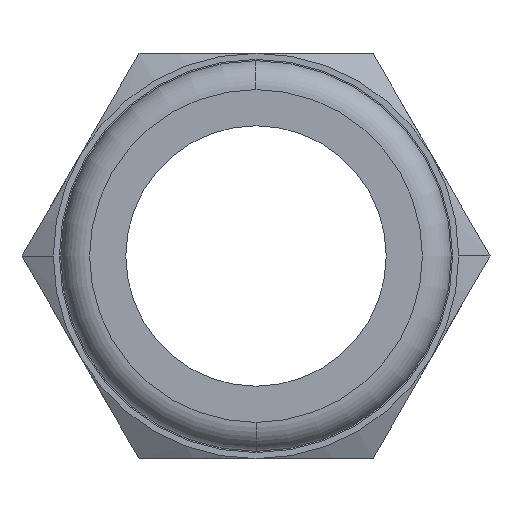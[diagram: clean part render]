
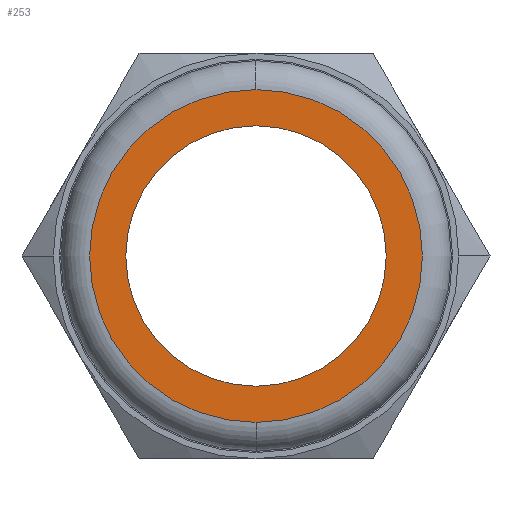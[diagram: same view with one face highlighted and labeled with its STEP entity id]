
A CAD part, front view. The second image highlights one B-rep face of the part: STEP entity #253.
In plain terms, the highlighted planar face has unit normal (0, -1, 0).
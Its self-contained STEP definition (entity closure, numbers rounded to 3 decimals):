
#253=ADVANCED_FACE('',(#519,#520),#521,.T.);
#519=FACE_BOUND('',#792,.T.);
#520=FACE_OUTER_BOUND('',#793,.T.);
#521=PLANE('',#794);
#792=EDGE_LOOP('',(#1421,#1422));
#793=EDGE_LOOP('',(#1423,#1424,#1425));
#794=AXIS2_PLACEMENT_3D('',#1426,#1427,#1428);
#1421=ORIENTED_EDGE('',*,*,#1624,.T.);
#1422=ORIENTED_EDGE('',*,*,#1793,.T.);
#1423=ORIENTED_EDGE('',*,*,#1794,.F.);
#1424=ORIENTED_EDGE('',*,*,#1795,.F.);
#1425=ORIENTED_EDGE('',*,*,#1796,.F.);
#1426=CARTESIAN_POINT('',(2.875,0.0,0.0));
#1427=DIRECTION('',(-0.0,-1.0,-0.0));
#1428=DIRECTION('',(-1.0,0.0,0.0));
#1624=EDGE_CURVE('',#1940,#1938,#1941,.T.);
#1793=EDGE_CURVE('',#1938,#1940,#2156,.T.);
#1794=EDGE_CURVE('',#2157,#2158,#2159,.T.);
#1795=EDGE_CURVE('',#2160,#2157,#2161,.T.);
#1796=EDGE_CURVE('',#2158,#2160,#2162,.T.);
#1938=VERTEX_POINT('',#2405);
#1940=VERTEX_POINT('',#2408);
#1941=CIRCLE('',#2409,4.5);
#2156=CIRCLE('',#2843,4.5);
#2157=VERTEX_POINT('',#2844);
#2158=VERTEX_POINT('',#2845);
#2159=CIRCLE('',#2846,5.75);
#2160=VERTEX_POINT('',#2847);
#2161=CIRCLE('',#2848,5.75);
#2162=CIRCLE('',#2849,5.75);
#2405=CARTESIAN_POINT('',(4.5,0.0,0.));
#2408=CARTESIAN_POINT('',(-4.5,0.0,0.));
#2409=AXIS2_PLACEMENT_3D('',#2984,#2985,#2986);
#2843=AXIS2_PLACEMENT_3D('',#3192,#3193,#3194);
#2844=CARTESIAN_POINT('',(5.75,0.0,0.0));
#2845=CARTESIAN_POINT('',(0.,0.0,-5.75));
#2846=AXIS2_PLACEMENT_3D('',#3195,#3196,#3197);
#2847=CARTESIAN_POINT('',(0.,0.0,5.75));
#2848=AXIS2_PLACEMENT_3D('',#3198,#3199,#3200);
#2849=AXIS2_PLACEMENT_3D('',#3201,#3202,#3203);
#2984=CARTESIAN_POINT('',(0.0,0.0,0.0));
#2985=DIRECTION('',(-0.0,1.0,0.0));
#2986=DIRECTION('',(1.0,0.0,0.0));
#3192=CARTESIAN_POINT('',(0.0,0.0,0.0));
#3193=DIRECTION('',(-0.0,1.0,0.0));
#3194=DIRECTION('',(1.0,0.0,0.0));
#3195=CARTESIAN_POINT('',(0.0,0.0,0.0));
#3196=DIRECTION('',(-0.0,1.0,0.0));
#3197=DIRECTION('',(1.0,0.0,0.0));
#3198=CARTESIAN_POINT('',(0.0,0.0,0.0));
#3199=DIRECTION('',(-0.0,1.0,0.0));
#3200=DIRECTION('',(1.0,0.0,0.0));
#3201=CARTESIAN_POINT('',(0.0,0.0,0.0));
#3202=DIRECTION('',(-0.0,1.0,0.0));
#3203=DIRECTION('',(1.0,0.0,0.0));
